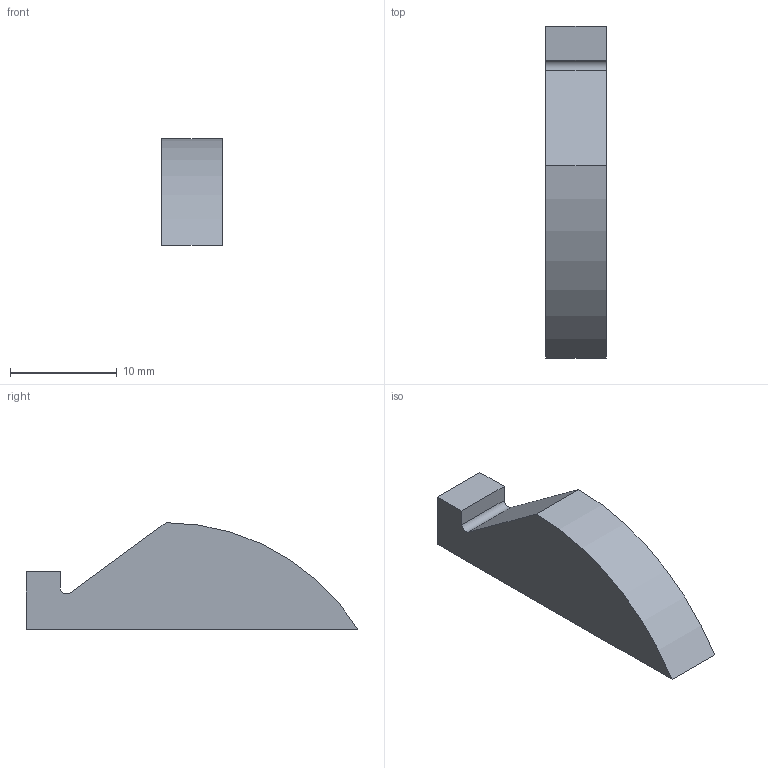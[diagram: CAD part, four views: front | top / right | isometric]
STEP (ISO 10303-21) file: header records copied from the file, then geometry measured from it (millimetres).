
FILE_DESCRIPTION(('FreeCAD Model'),'2;1');
FILE_NAME('Open CASCADE Shape Model','2023-11-28T10:14:01',('Author'),( ''),'Open CASCADE STEP processor 7.6','FreeCAD','Unknown');
FILE_SCHEMA(('AUTOMOTIVE_DESIGN { 1 0 10303 214 1 1 1 1 }'));
Length unit declared in the file: millimetre
Products named in the file (1): Body
Bounding box: 5.65 x 31.13 x 10 mm (x, y, z)
Volume: 1175 mm3; surface area: 840.5 mm2
Topology: 1 solids, 1 shells, 10 faces, 24 edges, 16 vertices
Faces by surface type: plane 8, cylinder 2
Entity records: 314 total; most frequent: CARTESIAN_POINT 51, DIRECTION 50, ORIENTED_EDGE 48, EDGE_CURVE 24, LINE 20, VECTOR 20, VERTEX_POINT 16, AXIS2_PLACEMENT_3D 15
